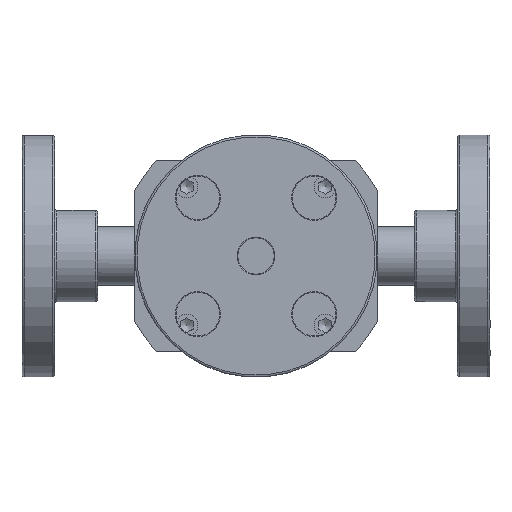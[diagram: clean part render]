
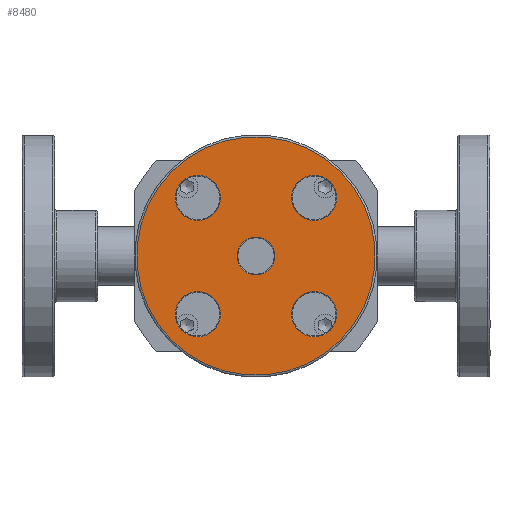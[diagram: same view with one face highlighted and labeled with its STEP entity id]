
A CAD part, front view. The second image highlights one B-rep face of the part: STEP entity #8480.
In plain terms, the highlighted planar face has unit normal (0, -1, 0).
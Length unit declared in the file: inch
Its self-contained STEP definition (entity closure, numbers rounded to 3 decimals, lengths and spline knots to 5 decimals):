
#8374=CARTESIAN_POINT('',(-1.21622,-1.63,-1.21622));
#8375=VERTEX_POINT('',#8374);
#8376=CARTESIAN_POINT('',(0.,-1.63,0.));
#8377=DIRECTION('',(0.,1.,0.));
#8378=DIRECTION('',(0.707,0.,0.707));
#8379=AXIS2_PLACEMENT_3D('',#8376,#8377,#8378);
#8380=CIRCLE('',#8379,1.72);
#8381=EDGE_CURVE('',#8375,#8375,#8380,.T.);
#8417=CARTESIAN_POINT('',(-0.7117,-1.63,-0.7117));
#8418=DIRECTION('',(0.0,-1.0,0.0));
#8419=DIRECTION('',(-0.707,0.0,0.707));
#8420=AXIS2_PLACEMENT_3D('',#8417,#8418,#8419);
#8421=PLANE('',#8420);
#8422=ORIENTED_EDGE('',*,*,#8381,.F.);
#8423=EDGE_LOOP('',(#8422));
#8424=FACE_OUTER_BOUND('',#8423,.T.);
#8425=CARTESIAN_POINT('',(-1.0695,-1.63,0.60988));
#8426=VERTEX_POINT('',#8425);
#8427=CARTESIAN_POINT('',(-0.83969,-1.63,0.83969));
#8428=DIRECTION('',(0.,-1.0,0.));
#8429=DIRECTION('',(0.707,0.,0.707));
#8430=AXIS2_PLACEMENT_3D('',#8427,#8428,#8429);
#8431=CIRCLE('',#8430,0.325);
#8432=EDGE_CURVE('',#8426,#8426,#8431,.T.);
#8433=ORIENTED_EDGE('',*,*,#8432,.F.);
#8434=EDGE_LOOP('',(#8433));
#8435=FACE_BOUND('',#8434,.T.);
#8436=CARTESIAN_POINT('',(0.60988,-1.63,1.0695));
#8437=VERTEX_POINT('',#8436);
#8438=CARTESIAN_POINT('',(0.83969,-1.63,0.83969));
#8439=DIRECTION('',(0.,-1.0,0.));
#8440=DIRECTION('',(0.707,0.,-0.707));
#8441=AXIS2_PLACEMENT_3D('',#8438,#8439,#8440);
#8442=CIRCLE('',#8441,0.325);
#8443=EDGE_CURVE('',#8437,#8437,#8442,.T.);
#8444=ORIENTED_EDGE('',*,*,#8443,.F.);
#8445=EDGE_LOOP('',(#8444));
#8446=FACE_BOUND('',#8445,.T.);
#8447=CARTESIAN_POINT('',(1.0695,-1.63,-0.60988));
#8448=VERTEX_POINT('',#8447);
#8449=CARTESIAN_POINT('',(0.83969,-1.63,-0.83969));
#8450=DIRECTION('',(0.,-1.0,0.));
#8451=DIRECTION('',(-0.707,0.,-0.707));
#8452=AXIS2_PLACEMENT_3D('',#8449,#8450,#8451);
#8453=CIRCLE('',#8452,0.325);
#8454=EDGE_CURVE('',#8448,#8448,#8453,.T.);
#8455=ORIENTED_EDGE('',*,*,#8454,.F.);
#8456=EDGE_LOOP('',(#8455));
#8457=FACE_BOUND('',#8456,.T.);
#8458=CARTESIAN_POINT('',(-0.19304,-1.63,-0.19304));
#8459=VERTEX_POINT('',#8458);
#8460=CARTESIAN_POINT('',(0.,-1.63,0.));
#8461=DIRECTION('',(0.,-1.,0.));
#8462=DIRECTION('',(0.707,0.,0.707));
#8463=AXIS2_PLACEMENT_3D('',#8460,#8461,#8462);
#8464=CIRCLE('',#8463,0.273);
#8465=EDGE_CURVE('',#8459,#8459,#8464,.T.);
#8466=ORIENTED_EDGE('',*,*,#8465,.F.);
#8467=EDGE_LOOP('',(#8466));
#8468=FACE_BOUND('',#8467,.T.);
#8469=CARTESIAN_POINT('',(-0.60988,-1.63,-1.0695));
#8470=VERTEX_POINT('',#8469);
#8471=CARTESIAN_POINT('',(-0.83969,-1.63,-0.83969));
#8472=DIRECTION('',(0.,-1.0,0.));
#8473=DIRECTION('',(-0.707,0.,0.707));
#8474=AXIS2_PLACEMENT_3D('',#8471,#8472,#8473);
#8475=CIRCLE('',#8474,0.325);
#8476=EDGE_CURVE('',#8470,#8470,#8475,.T.);
#8477=ORIENTED_EDGE('',*,*,#8476,.F.);
#8478=EDGE_LOOP('',(#8477));
#8479=FACE_BOUND('',#8478,.T.);
#8480=ADVANCED_FACE('',(#8424,#8435,#8446,#8457,#8468,#8479),#8421,.T.);
